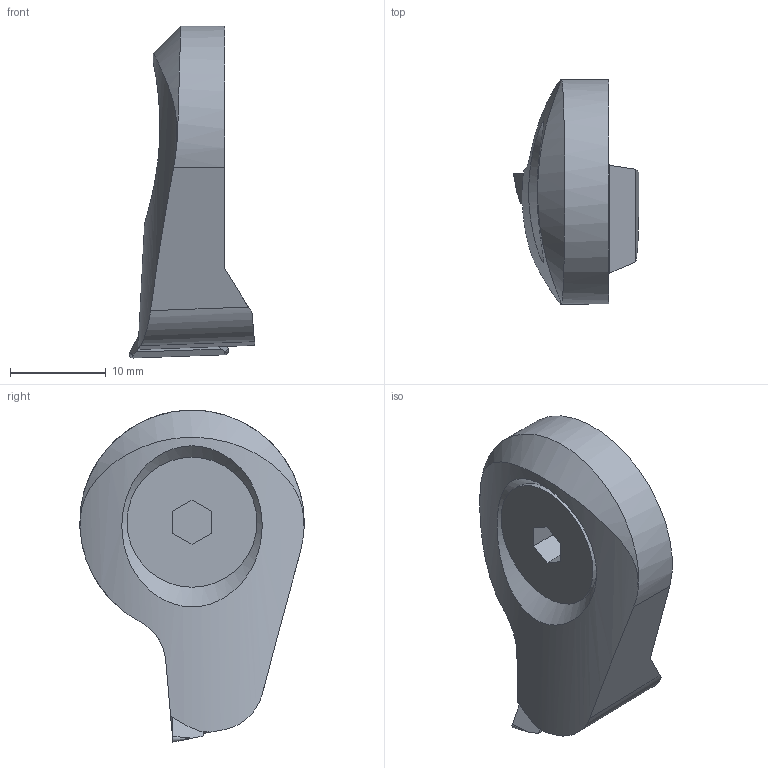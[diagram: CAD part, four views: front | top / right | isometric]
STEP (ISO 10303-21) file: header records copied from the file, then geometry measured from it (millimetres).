
FILE_DESCRIPTION(/* description */ (''),/* implementation_level */ '2;1');
FILE_NAME(/* name */ '1551792294321.stp',/* time_stamp */ '2019-03-05T14:25:11+01:00',/* author */ (''),/* organization */ ('SMS'),/* preprocessor_version */ 'ST-DEVELOPER v15',/* originating_system */ 'SIEMENS PLM Software NX 8.5',/* authorisation */ '');
FILE_SCHEMA (('AUTOMOTIVE_DESIGN { 1 0 10303 214 3 1 1 1 }'));
Length unit declared in the file: millimetre
Products named in the file (4): IsoTurningInsert; 202215645mod000_00; ASSEMBLY_CONSTRUCTION; 111169141mod000_01
Assembly tree (3 placements, depth 2):
  111169141mod000_01
    ASSEMBLY_CONSTRUCTION
    202215645mod000_00
    IsoTurningInsert
Bounding box: 13.15 x 23.49 x 34.75 mm (x, y, z)
Volume: 3991.4 mm3; surface area: 2117.4 mm2
Topology: 2 solids, 2 shells, 47 faces, 123 edges, 86 vertices
Faces by surface type: plane 28, cylinder 8, cone 7, torus 4
Full cylindrical faces by diameter (mm): 2.8 x2, 13.6 x1
Entity records: 1566 total; most frequent: CARTESIAN_POINT 317, DIRECTION 239, ORIENTED_EDGE 206, EDGE_CURVE 103, AXIS2_PLACEMENT_3D 87, VERTEX_POINT 73, LINE 65, VECTOR 65
